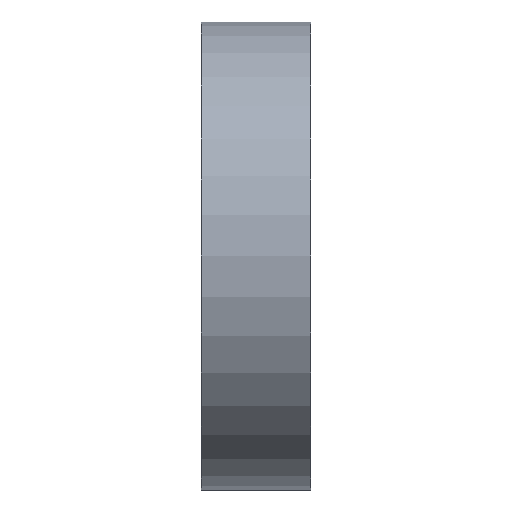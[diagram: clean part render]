
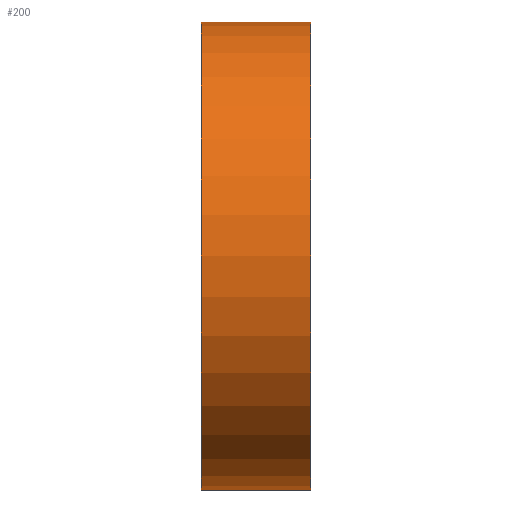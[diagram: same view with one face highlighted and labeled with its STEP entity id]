
A CAD part, left-side view. The second image highlights one B-rep face of the part: STEP entity #200.
In plain terms, the highlighted cylindrical face has radius 14.975 mm (diameter 29.95 mm), a partial arc.
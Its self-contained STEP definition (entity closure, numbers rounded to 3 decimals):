
#9 = DIRECTION ( 'NONE',  ( 0., 0., 1. ) ) ;
#70 = AXIS2_PLACEMENT_3D ( 'NONE', #964, #1028, #634 ) ;
#79 = CARTESIAN_POINT ( 'NONE',  ( 0., 0., 0. ) ) ;
#142 = LINE ( 'NONE', #392, #349 ) ;
#160 = VERTEX_POINT ( 'NONE', #717 ) ;
#183 = EDGE_LOOP ( 'NONE', ( #714, #331, #1009, #307 ) ) ;
#200 = ADVANCED_FACE ( 'NONE', ( #815 ), #350, .T. ) ;
#239 = DIRECTION ( 'NONE',  ( 0., -1., 0. ) ) ;
#307 = ORIENTED_EDGE ( 'NONE', *, *, #764, .T. ) ;
#314 = AXIS2_PLACEMENT_3D ( 'NONE', #808, #524, #969 ) ;
#331 = ORIENTED_EDGE ( 'NONE', *, *, #648, .F. ) ;
#349 = VECTOR ( 'NONE', #831, 1000. ) ;
#350 = CYLINDRICAL_SURFACE ( 'NONE', #314, 14.975 ) ;
#386 = VECTOR ( 'NONE', #239, 1000. ) ;
#392 = CARTESIAN_POINT ( 'NONE',  ( 0., 7., -14.975 ) ) ;
#398 = CARTESIAN_POINT ( 'NONE',  ( 0., 7., 14.975 ) ) ;
#449 = VERTEX_POINT ( 'NONE', #995 ) ;
#513 = EDGE_CURVE ( 'NONE', #449, #160, #142, .T. ) ;
#524 = DIRECTION ( 'NONE',  ( 0., -1., 0. ) ) ;
#561 = VERTEX_POINT ( 'NONE', #845 ) ;
#634 = DIRECTION ( 'NONE',  ( 0., 0., 1. ) ) ;
#648 = EDGE_CURVE ( 'NONE', #449, #561, #889, .T. ) ;
#654 = CARTESIAN_POINT ( 'NONE',  ( 0., 0., 14.975 ) ) ;
#714 = ORIENTED_EDGE ( 'NONE', *, *, #734, .F. ) ;
#717 = CARTESIAN_POINT ( 'NONE',  ( 0., 0., -14.975 ) ) ;
#726 = DIRECTION ( 'NONE',  ( 0., 1., 0. ) ) ;
#734 = EDGE_CURVE ( 'NONE', #561, #793, #784, .T. ) ;
#764 = EDGE_CURVE ( 'NONE', #160, #793, #902, .T. ) ;
#784 = LINE ( 'NONE', #398, #386 ) ;
#793 = VERTEX_POINT ( 'NONE', #654 ) ;
#808 = CARTESIAN_POINT ( 'NONE',  ( 0., 7., 0. ) ) ;
#815 = FACE_OUTER_BOUND ( 'NONE', #183, .T. ) ;
#819 = AXIS2_PLACEMENT_3D ( 'NONE', #79, #726, #9 ) ;
#831 = DIRECTION ( 'NONE',  ( 0., -1., 0. ) ) ;
#845 = CARTESIAN_POINT ( 'NONE',  ( 0., 7., 14.975 ) ) ;
#889 = CIRCLE ( 'NONE', #70, 14.975 ) ;
#902 = CIRCLE ( 'NONE', #819, 14.975 ) ;
#964 = CARTESIAN_POINT ( 'NONE',  ( 0., 7., 0. ) ) ;
#969 = DIRECTION ( 'NONE',  ( 0., 0., -1. ) ) ;
#995 = CARTESIAN_POINT ( 'NONE',  ( 0., 7., -14.975 ) ) ;
#1009 = ORIENTED_EDGE ( 'NONE', *, *, #513, .T. ) ;
#1028 = DIRECTION ( 'NONE',  ( 0., 1., 0. ) ) ;
